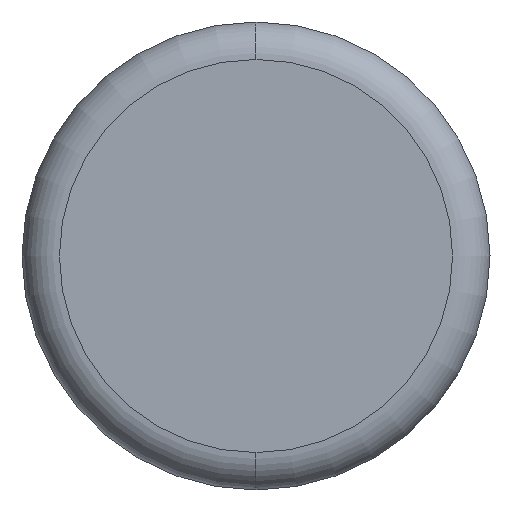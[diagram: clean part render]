
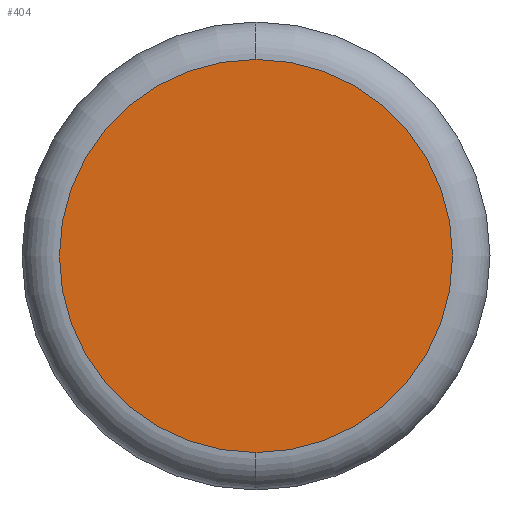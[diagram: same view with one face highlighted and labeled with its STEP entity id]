
A CAD part, front view. The second image highlights one B-rep face of the part: STEP entity #404.
In plain terms, the highlighted planar face has unit normal (0, -1, 0).
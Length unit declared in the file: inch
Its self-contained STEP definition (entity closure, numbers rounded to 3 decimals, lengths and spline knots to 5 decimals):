
#10 = VERTEX_POINT ( 'NONE', #528 ) ;
#41 = ORIENTED_EDGE ( 'NONE', *, *, #218, .T. ) ;
#65 = DIRECTION ( 'NONE',  ( 0., 0., -1. ) ) ;
#164 = CARTESIAN_POINT ( 'NONE',  ( 0., 0., -0.0525 ) ) ;
#178 = FACE_OUTER_BOUND ( 'NONE', #223, .T. ) ;
#218 = EDGE_CURVE ( 'NONE', #382, #10, #362, .T. ) ;
#223 = EDGE_LOOP ( 'NONE', ( #41, #356 ) ) ;
#228 = AXIS2_PLACEMENT_3D ( 'NONE', #314, #470, #65 ) ;
#252 = CARTESIAN_POINT ( 'NONE',  ( 0., 0., 0. ) ) ;
#291 = EDGE_CURVE ( 'NONE', #10, #382, #467, .T. ) ;
#314 = CARTESIAN_POINT ( 'NONE',  ( 0., 0., 0. ) ) ;
#329 = PLANE ( 'NONE',  #349 ) ;
#342 = AXIS2_PLACEMENT_3D ( 'NONE', #252, #450, #416 ) ;
#349 = AXIS2_PLACEMENT_3D ( 'NONE', #497, #539, #386 ) ;
#356 = ORIENTED_EDGE ( 'NONE', *, *, #291, .T. ) ;
#362 = CIRCLE ( 'NONE', #342, 0.0525 ) ;
#382 = VERTEX_POINT ( 'NONE', #164 ) ;
#386 = DIRECTION ( 'NONE',  ( 0., 0., -1. ) ) ;
#404 = ADVANCED_FACE ( 'NONE', ( #178 ), #329, .T. ) ;
#416 = DIRECTION ( 'NONE',  ( 0., 0., -1. ) ) ;
#450 = DIRECTION ( 'NONE',  ( 0., -1., 0. ) ) ;
#467 = CIRCLE ( 'NONE', #228, 0.0525 ) ;
#470 = DIRECTION ( 'NONE',  ( 0., -1., 0. ) ) ;
#497 = CARTESIAN_POINT ( 'NONE',  ( 0., 0., 0. ) ) ;
#528 = CARTESIAN_POINT ( 'NONE',  ( 0., 0., 0.0525 ) ) ;
#539 = DIRECTION ( 'NONE',  ( 0., -1., 0. ) ) ;
